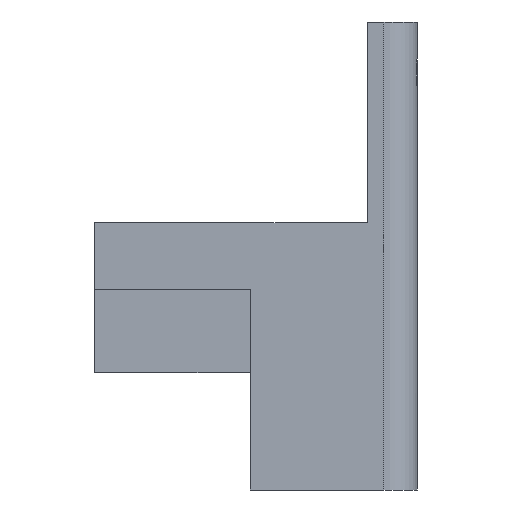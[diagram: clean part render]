
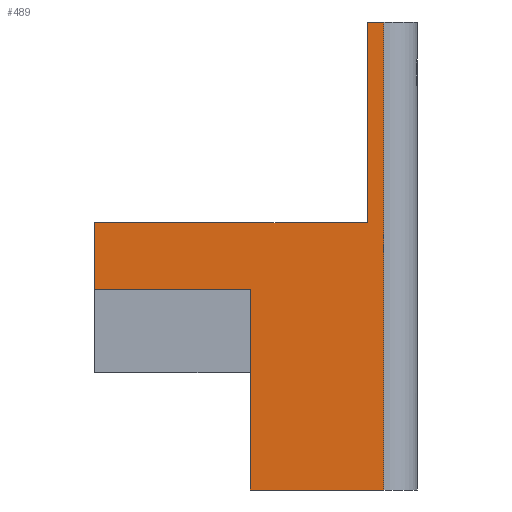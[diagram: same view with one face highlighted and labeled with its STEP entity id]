
A CAD part, front view. The second image highlights one B-rep face of the part: STEP entity #489.
In plain terms, the highlighted planar face has unit normal (0, -1, 0).
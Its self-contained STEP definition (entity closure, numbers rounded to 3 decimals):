
#80=PLANE('',#549);
#101=FACE_OUTER_BOUND('',#135,.T.);
#135=EDGE_LOOP('',(#447,#448,#449,#450,#451,#452,#453,#454));
#145=LINE('',#718,#185);
#146=LINE('',#722,#186);
#148=LINE('',#744,#188);
#153=LINE('',#756,#193);
#157=LINE('',#763,#197);
#160=LINE('',#780,#200);
#168=LINE('',#800,#208);
#176=LINE('',#821,#216);
#185=VECTOR('',#582,10.);
#186=VECTOR('',#587,10.);
#188=VECTOR('',#597,10.);
#193=VECTOR('',#608,10.);
#197=VECTOR('',#614,10.);
#200=VECTOR('',#629,10.);
#208=VECTOR('',#647,10.);
#216=VECTOR('',#675,10.);
#252=VERTEX_POINT('',#715);
#253=VERTEX_POINT('',#717);
#254=VERTEX_POINT('',#721);
#256=VERTEX_POINT('',#743);
#259=VERTEX_POINT('',#753);
#262=VERTEX_POINT('',#761);
#270=VERTEX_POINT('',#779);
#277=VERTEX_POINT('',#799);
#294=EDGE_CURVE('',#252,#253,#145,.T.);
#296=EDGE_CURVE('',#253,#254,#146,.T.);
#301=EDGE_CURVE('',#254,#256,#148,.T.);
#307=EDGE_CURVE('',#259,#252,#153,.T.);
#311=EDGE_CURVE('',#262,#259,#157,.T.);
#319=EDGE_CURVE('',#270,#256,#160,.T.);
#329=EDGE_CURVE('',#277,#270,#168,.T.);
#340=EDGE_CURVE('',#277,#262,#176,.T.);
#447=ORIENTED_EDGE('',*,*,#296,.F.);
#448=ORIENTED_EDGE('',*,*,#294,.F.);
#449=ORIENTED_EDGE('',*,*,#307,.F.);
#450=ORIENTED_EDGE('',*,*,#311,.F.);
#451=ORIENTED_EDGE('',*,*,#340,.F.);
#452=ORIENTED_EDGE('',*,*,#329,.T.);
#453=ORIENTED_EDGE('',*,*,#319,.T.);
#454=ORIENTED_EDGE('',*,*,#301,.F.);
#489=ADVANCED_FACE('',(#101),#80,.T.);
#549=AXIS2_PLACEMENT_3D('',#820,#673,#674);
#582=DIRECTION('',(1.,0.,0.));
#587=DIRECTION('',(0.,0.,-1.));
#597=DIRECTION('',(-1.,0.,0.));
#608=DIRECTION('',(0.,0.,1.));
#614=DIRECTION('',(1.,0.,0.));
#629=DIRECTION('',(0.,0.,-1.));
#647=DIRECTION('',(1.,0.,0.));
#673=DIRECTION('center_axis',(0.,-1.,0.));
#674=DIRECTION('ref_axis',(1.,0.,0.));
#675=DIRECTION('',(0.,0.,1.));
#715=CARTESIAN_POINT('',(16.3,0.,16.));
#717=CARTESIAN_POINT('',(17.3,0.,16.));
#718=CARTESIAN_POINT('',(0.,0.,16.));
#721=CARTESIAN_POINT('',(17.3,0.,-12.));
#722=CARTESIAN_POINT('',(17.3,0.,0.));
#743=CARTESIAN_POINT('',(9.3,0.,-12.));
#744=CARTESIAN_POINT('',(9.3,0.,-12.));
#753=CARTESIAN_POINT('',(16.3,0.,4.));
#756=CARTESIAN_POINT('',(16.3,0.,4.));
#761=CARTESIAN_POINT('',(0.,0.,4.));
#763=CARTESIAN_POINT('',(9.3,0.,4.));
#779=CARTESIAN_POINT('',(9.3,0.,0.));
#780=CARTESIAN_POINT('',(9.3,0.,0.));
#799=CARTESIAN_POINT('',(0.,0.,0.));
#800=CARTESIAN_POINT('',(9.3,0.,0.));
#820=CARTESIAN_POINT('Origin',(0.,0.,0.));
#821=CARTESIAN_POINT('',(0.,0.,0.));
